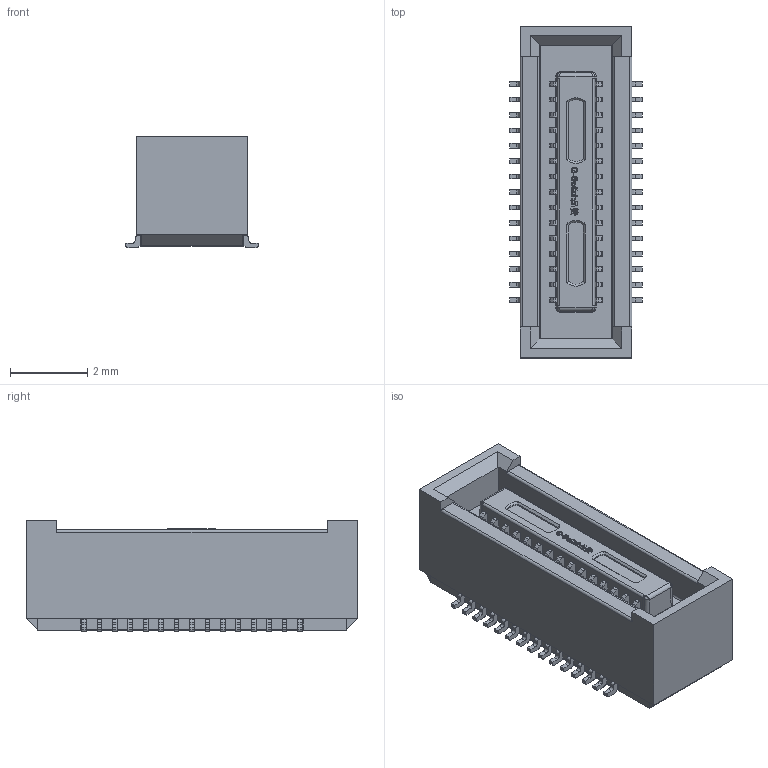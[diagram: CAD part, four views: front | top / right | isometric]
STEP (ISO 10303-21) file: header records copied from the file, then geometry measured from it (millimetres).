
FILE_DESCRIPTION((''),'2;1');
FILE_NAME('PRT0002','2024-01-06T',('13532'),(''),'PRO/ENGINEER BY PARAMETRIC TECHNOLOGY CORPORATION, 2015070','PRO/ENGINEER BY PARAMETRIC TECHNOLOGY CORPORATION, 2015070','');
FILE_SCHEMA(('CONFIG_CONTROL_DESIGN'));
Length unit declared in the file: millimetre
Products named in the file (1): PRT0002
Bounding box: 3.43 x 8.6 x 2.9 mm (x, y, z)
Volume: 58 mm3; surface area: 149.9 mm2
Topology: 1 solids, 1 shells, 955 faces, 2624 edges, 1754 vertices
Faces by surface type: plane 641, cylinder 190, extrusion 104, cone 12, bspline 8
Entity records: 35298 total; most frequent: CARTESIAN_POINT 11043, ORIENTED_EDGE 5248, DIRECTION 4542, EDGE_CURVE 2624, VECTOR 2128, LINE 2024, VERTEX_POINT 1754, AXIS2_PLACEMENT_3D 1207
